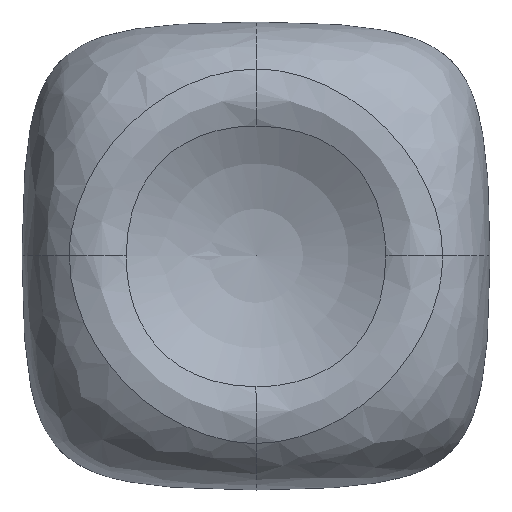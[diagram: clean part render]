
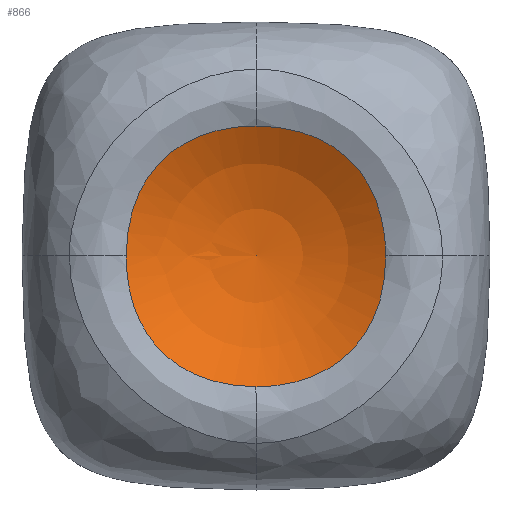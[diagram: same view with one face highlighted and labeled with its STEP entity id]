
A CAD part, top view. The second image highlights one B-rep face of the part: STEP entity #866.
In plain terms, the highlighted spherical face has radius 9.5 mm.
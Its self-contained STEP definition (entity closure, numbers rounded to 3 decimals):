
#15=SPHERICAL_SURFACE('',#963,9.5);
#50=B_SPLINE_CURVE_WITH_KNOTS('',3,(#5898,#5899,#5900,#5901,#5902,#5903,
#5904),.UNSPECIFIED.,.F.,.F.,(4,1,1,1,4),(0.,0.268,0.536,
0.804,0.938),.UNSPECIFIED.);
#52=B_SPLINE_CURVE_WITH_KNOTS('',3,(#5950,#5951,#5952,#5953,#5954,#5955,
#5956),.UNSPECIFIED.,.F.,.F.,(4,1,1,1,4),(0.,0.269,0.538,
0.807,0.942),.UNSPECIFIED.);
#54=B_SPLINE_CURVE_WITH_KNOTS('',3,(#6001,#6002,#6003,#6004,#6005,#6006,
#6007),.UNSPECIFIED.,.F.,.F.,(4,1,1,1,4),(0.,0.269,0.404,
0.673,0.942),.UNSPECIFIED.);
#55=B_SPLINE_CURVE_WITH_KNOTS('',3,(#6044,#6045,#6046,#6047),
 .UNSPECIFIED.,.F.,.F.,(4,4),(0.,0.),.UNSPECIFIED.);
#56=B_SPLINE_CURVE_WITH_KNOTS('',3,(#6048,#6049,#6050,#6051,#6052,#6053,
#6054),.UNSPECIFIED.,.F.,.F.,(4,1,1,1,4),(0.,0.268,
0.536,0.67,0.938),.UNSPECIFIED.);
#134=FACE_OUTER_BOUND('',#192,.T.);
#192=EDGE_LOOP('',(#782,#783,#784,#785,#786,#787,#788));
#240=CIRCLE('',#964,9.5);
#415=VERTEX_POINT('',#5894);
#416=VERTEX_POINT('',#5896);
#417=VERTEX_POINT('',#5940);
#419=VERTEX_POINT('',#5992);
#420=VERTEX_POINT('',#6043);
#421=VERTEX_POINT('',#6056);
#536=EDGE_CURVE('',#416,#415,#50,.T.);
#539=EDGE_CURVE('',#415,#417,#52,.T.);
#542=EDGE_CURVE('',#417,#419,#54,.T.);
#543=EDGE_CURVE('',#419,#420,#55,.T.);
#544=EDGE_CURVE('',#420,#416,#56,.T.);
#545=EDGE_CURVE('',#421,#420,#240,.T.);
#782=ORIENTED_EDGE('',*,*,#536,.F.);
#783=ORIENTED_EDGE('',*,*,#544,.F.);
#784=ORIENTED_EDGE('',*,*,#545,.F.);
#785=ORIENTED_EDGE('',*,*,#545,.T.);
#786=ORIENTED_EDGE('',*,*,#543,.F.);
#787=ORIENTED_EDGE('',*,*,#542,.F.);
#788=ORIENTED_EDGE('',*,*,#539,.F.);
#866=ADVANCED_FACE('',(#134),#15,.F.);
#963=AXIS2_PLACEMENT_3D('',#6055,#1180,#1181);
#964=AXIS2_PLACEMENT_3D('',#6057,#1182,#1183);
#1180=DIRECTION('center_axis',(0.,0.,1.));
#1181=DIRECTION('ref_axis',(1.,0.,0.));
#1182=DIRECTION('center_axis',(0.,1.,0.));
#1183=DIRECTION('ref_axis',(-1.,0.,0.));
#5894=CARTESIAN_POINT('',(4.847,-0.004,4.83));
#5896=CARTESIAN_POINT('',(0.,4.847,4.83));
#5898=CARTESIAN_POINT('Ctrl Pts',(0.,4.847,
4.83));
#5899=CARTESIAN_POINT('Ctrl Pts',(0.738,4.847,4.83));
#5900=CARTESIAN_POINT('Ctrl Pts',(2.228,4.621,4.897));
#5901=CARTESIAN_POINT('Ctrl Pts',(4.077,3.251,4.952));
#5902=CARTESIAN_POINT('Ctrl Pts',(4.755,1.465,4.846));
#5903=CARTESIAN_POINT('Ctrl Pts',(4.846,0.365,4.829));
#5904=CARTESIAN_POINT('Ctrl Pts',(4.847,-0.004,
4.83));
#5940=CARTESIAN_POINT('',(0.,-4.892,4.856));
#5950=CARTESIAN_POINT('Ctrl Pts',(4.847,-0.004,
4.83));
#5951=CARTESIAN_POINT('Ctrl Pts',(4.849,-0.745,4.831));
#5952=CARTESIAN_POINT('Ctrl Pts',(4.628,-2.241,4.904));
#5953=CARTESIAN_POINT('Ctrl Pts',(3.262,-4.102,4.968));
#5954=CARTESIAN_POINT('Ctrl Pts',(1.474,-4.798,4.872));
#5955=CARTESIAN_POINT('Ctrl Pts',(0.37,-4.892,4.856));
#5956=CARTESIAN_POINT('Ctrl Pts',(0.,-4.892,
4.856));
#5992=CARTESIAN_POINT('',(-4.847,-0.004,4.83));
#6001=CARTESIAN_POINT('Ctrl Pts',(0.,-4.892,
4.856));
#6002=CARTESIAN_POINT('Ctrl Pts',(-0.741,-4.892,
4.856));
#6003=CARTESIAN_POINT('Ctrl Pts',(-1.857,-4.703,4.897));
#6004=CARTESIAN_POINT('Ctrl Pts',(-3.494,-3.791,4.959));
#6005=CARTESIAN_POINT('Ctrl Pts',(-4.625,-2.242,4.903));
#6006=CARTESIAN_POINT('Ctrl Pts',(-4.849,-0.745,
4.831));
#6007=CARTESIAN_POINT('Ctrl Pts',(-4.847,-0.004,
4.83));
#6043=CARTESIAN_POINT('',(-4.847,0.,4.83));
#6044=CARTESIAN_POINT('Ctrl Pts',(-4.847,-0.004,
4.83));
#6045=CARTESIAN_POINT('Ctrl Pts',(-4.847,-0.003,
4.83));
#6046=CARTESIAN_POINT('Ctrl Pts',(-4.847,-0.001,
4.83));
#6047=CARTESIAN_POINT('Ctrl Pts',(-4.847,0.,
4.83));
#6048=CARTESIAN_POINT('Ctrl Pts',(-4.847,0.,
4.83));
#6049=CARTESIAN_POINT('Ctrl Pts',(-4.845,0.737,4.829));
#6050=CARTESIAN_POINT('Ctrl Pts',(-4.617,2.226,4.895));
#6051=CARTESIAN_POINT('Ctrl Pts',(-3.486,3.766,4.944));
#6052=CARTESIAN_POINT('Ctrl Pts',(-1.851,4.666,4.875));
#6053=CARTESIAN_POINT('Ctrl Pts',(-0.738,4.847,4.83));
#6054=CARTESIAN_POINT('Ctrl Pts',(0.,4.847,
4.83));
#6055=CARTESIAN_POINT('Origin',(0.,0.,13.));
#6056=CARTESIAN_POINT('',(0.,0.,3.5));
#6057=CARTESIAN_POINT('Origin',(0.,0.,13.));
